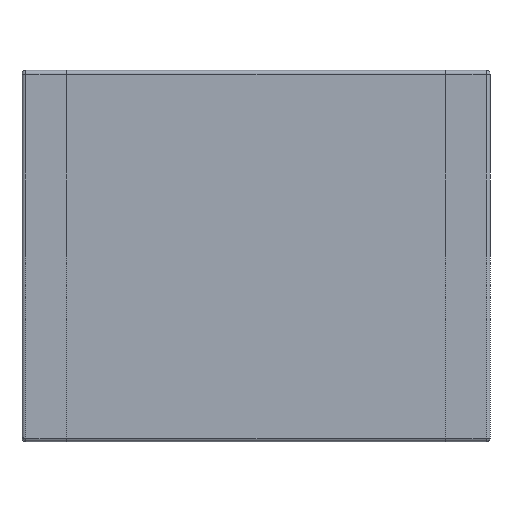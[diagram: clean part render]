
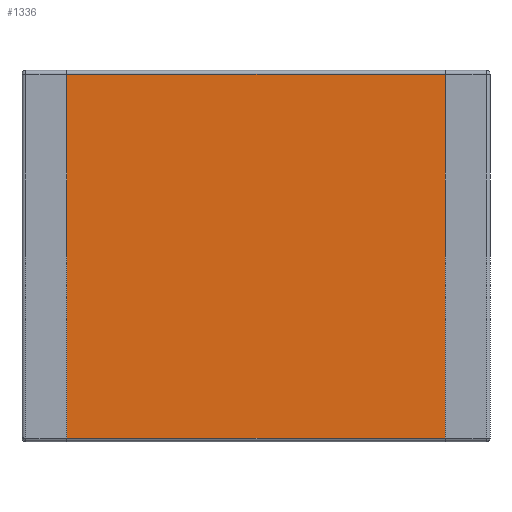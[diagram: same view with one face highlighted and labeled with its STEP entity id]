
A CAD part, front view. The second image highlights one B-rep face of the part: STEP entity #1336.
In plain terms, the highlighted planar face has unit normal (0, -1, 0).
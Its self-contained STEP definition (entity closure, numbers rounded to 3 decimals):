
#193 = CARTESIAN_POINT ( 'NONE',  ( 2.55, 0., -2.45 ) ) ;
#297 = CARTESIAN_POINT ( 'NONE',  ( 2.55, 0., 2.45 ) ) ;
#318 = CARTESIAN_POINT ( 'NONE',  ( -2.55, 0., -2.45 ) ) ;
#345 = CARTESIAN_POINT ( 'NONE',  ( -2.55, 0., 2.45 ) ) ;
#561 = DIRECTION ( 'NONE',  ( 1., 0., 0. ) ) ;
#562 = VECTOR ( 'NONE', #561, 1000. ) ;
#563 = CARTESIAN_POINT ( 'NONE',  ( 3.15, 0., -2.45 ) ) ;
#564 = LINE ( 'NONE', #563, #562 ) ;
#565 = DIRECTION ( 'NONE',  ( 0., 0., -1. ) ) ;
#566 = DIRECTION ( 'NONE',  ( 0., -1., 0. ) ) ;
#567 = CARTESIAN_POINT ( 'NONE',  ( 3.15, 0., -2.5 ) ) ;
#568 = AXIS2_PLACEMENT_3D ( 'NONE', #567, #566, #565 ) ;
#569 = PLANE ( 'NONE',  #568 ) ;
#584 = FACE_OUTER_BOUND ( 'NONE', #1337, .T. ) ;
#611 = DIRECTION ( 'NONE',  ( -1., 0., 0. ) ) ;
#612 = VECTOR ( 'NONE', #611, 1000. ) ;
#613 = CARTESIAN_POINT ( 'NONE',  ( -3.15, 0., 2.45 ) ) ;
#614 = LINE ( 'NONE', #613, #612 ) ;
#1137 = EDGE_CURVE ( 'NONE', #1256, #1208, #1610, .T. ) ;
#1140 = EDGE_CURVE ( 'NONE', #1267, #1272, #1606, .T. ) ;
#1208 = VERTEX_POINT ( 'NONE', #193 ) ;
#1256 = VERTEX_POINT ( 'NONE', #297 ) ;
#1267 = VERTEX_POINT ( 'NONE', #318 ) ;
#1272 = VERTEX_POINT ( 'NONE', #345 ) ;
#1336 = ADVANCED_FACE ( 'NONE', ( #584 ), #569, .T. ) ;
#1337 = EDGE_LOOP ( 'NONE', ( #1338, #1339, #1341, #1342 ) ) ;
#1338 = ORIENTED_EDGE ( 'NONE', *, *, #1140, .F. ) ;
#1339 = ORIENTED_EDGE ( 'NONE', *, *, #1340, .T. ) ;
#1340 = EDGE_CURVE ( 'NONE', #1267, #1208, #564, .T. ) ;
#1341 = ORIENTED_EDGE ( 'NONE', *, *, #1137, .F. ) ;
#1342 = ORIENTED_EDGE ( 'NONE', *, *, #1343, .T. ) ;
#1343 = EDGE_CURVE ( 'NONE', #1256, #1272, #614, .T. ) ;
#1603 = DIRECTION ( 'NONE',  ( 0., 0., 1. ) ) ;
#1604 = VECTOR ( 'NONE', #1603, 1000. ) ;
#1605 = CARTESIAN_POINT ( 'NONE',  ( -2.55, 0., -2.5 ) ) ;
#1606 = LINE ( 'NONE', #1605, #1604 ) ;
#1607 = DIRECTION ( 'NONE',  ( 0., 0., -1. ) ) ;
#1608 = VECTOR ( 'NONE', #1607, 1000. ) ;
#1609 = CARTESIAN_POINT ( 'NONE',  ( 2.55, 0., -2.5 ) ) ;
#1610 = LINE ( 'NONE', #1609, #1608 ) ;
